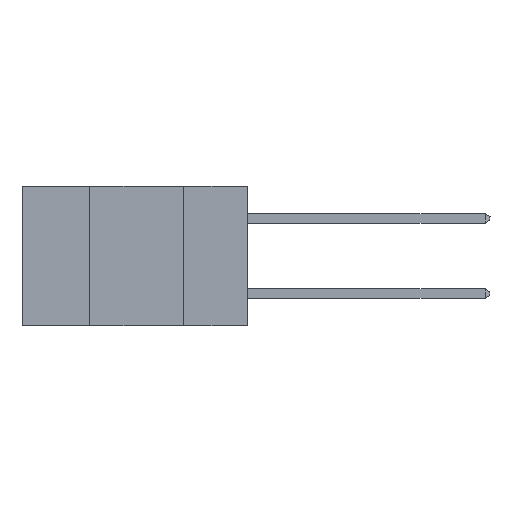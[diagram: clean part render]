
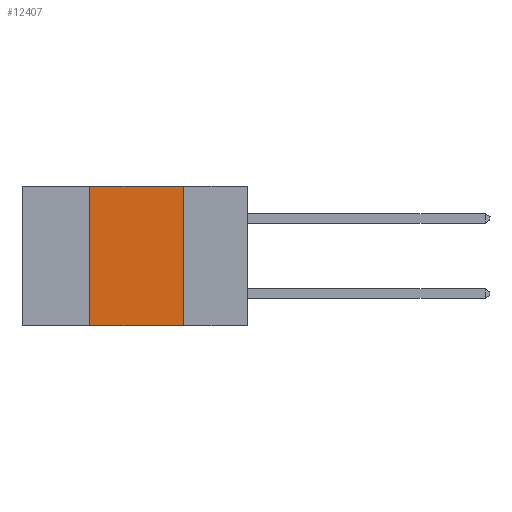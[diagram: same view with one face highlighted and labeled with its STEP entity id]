
A CAD part, left-side view. The second image highlights one B-rep face of the part: STEP entity #12407.
In plain terms, the highlighted planar face has unit normal (-1, 0, 0).
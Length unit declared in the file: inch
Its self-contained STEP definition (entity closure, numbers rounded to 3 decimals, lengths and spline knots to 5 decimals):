
#356 = CARTESIAN_POINT ( 'NONE',  ( 0., 0.42, -0.37 ) ) ;
#918 = VERTEX_POINT ( 'NONE', #9627 ) ;
#1455 = CARTESIAN_POINT ( 'NONE',  ( 0., 0.42, -0.37 ) ) ;
#2061 = CARTESIAN_POINT ( 'NONE',  ( 0., 0.17, -0.37 ) ) ;
#2275 = LINE ( 'NONE', #10731, #4500 ) ;
#2617 = LINE ( 'NONE', #3492, #10992 ) ;
#3287 = VECTOR ( 'NONE', #8022, 39.37008 ) ;
#3492 = CARTESIAN_POINT ( 'NONE',  ( 0., 0.6, -0.37 ) ) ;
#3542 = VERTEX_POINT ( 'NONE', #9558 ) ;
#3667 = DIRECTION ( 'NONE',  ( 1., 0., 0. ) ) ;
#4087 = EDGE_CURVE ( 'NONE', #918, #3542, #5044, .T. ) ;
#4453 = EDGE_LOOP ( 'NONE', ( #4724, #12818, #8566, #5434 ) ) ;
#4500 = VECTOR ( 'NONE', #11616, 39.37008 ) ;
#4724 = ORIENTED_EDGE ( 'NONE', *, *, #10375, .F. ) ;
#5044 = LINE ( 'NONE', #12249, #3287 ) ;
#5392 = LINE ( 'NONE', #1455, #8136 ) ;
#5434 = ORIENTED_EDGE ( 'NONE', *, *, #7621, .T. ) ;
#5619 = FACE_OUTER_BOUND ( 'NONE', #4453, .T. ) ;
#6436 = DIRECTION ( 'NONE',  ( 0., -1., 0. ) ) ;
#7493 = DIRECTION ( 'NONE',  ( 0., 0., -1. ) ) ;
#7575 = VERTEX_POINT ( 'NONE', #2061 ) ;
#7621 = EDGE_CURVE ( 'NONE', #7686, #7575, #2617, .T. ) ;
#7686 = VERTEX_POINT ( 'NONE', #356 ) ;
#8022 = DIRECTION ( 'NONE',  ( 0., -1., 0. ) ) ;
#8136 = VECTOR ( 'NONE', #9527, 39.37008 ) ;
#8566 = ORIENTED_EDGE ( 'NONE', *, *, #8616, .F. ) ;
#8616 = EDGE_CURVE ( 'NONE', #7686, #918, #5392, .T. ) ;
#8803 = PLANE ( 'NONE',  #13214 ) ;
#9527 = DIRECTION ( 'NONE',  ( 0., 0., 1. ) ) ;
#9558 = CARTESIAN_POINT ( 'NONE',  ( 0., 0.17, 0. ) ) ;
#9627 = CARTESIAN_POINT ( 'NONE',  ( 0., 0.42, 0. ) ) ;
#10375 = EDGE_CURVE ( 'NONE', #3542, #7575, #2275, .T. ) ;
#10731 = CARTESIAN_POINT ( 'NONE',  ( 0., 0.17, -0.37 ) ) ;
#10992 = VECTOR ( 'NONE', #6436, 39.37008 ) ;
#11616 = DIRECTION ( 'NONE',  ( 0., 0., -1. ) ) ;
#11945 = CARTESIAN_POINT ( 'NONE',  ( 0., 0.6, 0. ) ) ;
#12249 = CARTESIAN_POINT ( 'NONE',  ( 0., 0.6, 0. ) ) ;
#12407 = ADVANCED_FACE ( 'NONE', ( #5619 ), #8803, .F. ) ;
#12818 = ORIENTED_EDGE ( 'NONE', *, *, #4087, .F. ) ;
#13214 = AXIS2_PLACEMENT_3D ( 'NONE', #11945, #3667, #7493 ) ;
